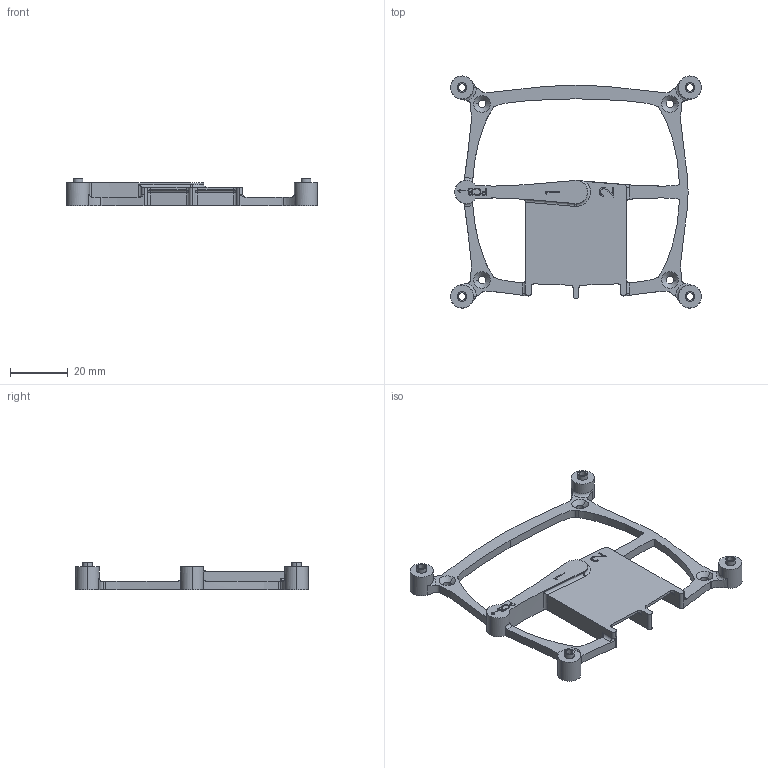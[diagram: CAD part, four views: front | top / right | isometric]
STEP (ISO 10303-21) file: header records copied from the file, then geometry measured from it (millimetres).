
FILE_DESCRIPTION (( 'STEP AP214' ), '1' );
FILE_NAME ('emitter_pxz120i2_ballast_spacer.STEP', '2025-05-01T20:17:51', ( '' ), ( '' ), 'SwSTEP 2.0', 'SolidWorks 2022', '' );
FILE_SCHEMA (( 'AUTOMOTIVE_DESIGN' ));
Length unit declared in the file: millimetre
Products named in the file (1): emitter_pxz120i2_ballast_spacer
Bounding box: 86.9 x 80.35 x 9.6 mm (x, y, z)
Volume: 9286.3 mm3; surface area: 9770.7 mm2
Topology: 1 solids, 1 shells, 236 faces, 648 edges, 422 vertices
Faces by surface type: cylinder 75, bspline 69, plane 67, torus 13, cone 8, sphere 4
Entity records: 9757 total; most frequent: CARTESIAN_POINT 4081, ORIENTED_EDGE 1288, DIRECTION 997, EDGE_CURVE 644, VERTEX_POINT 420, AXIS2_PLACEMENT_3D 350, VECTOR 297, LINE 297
